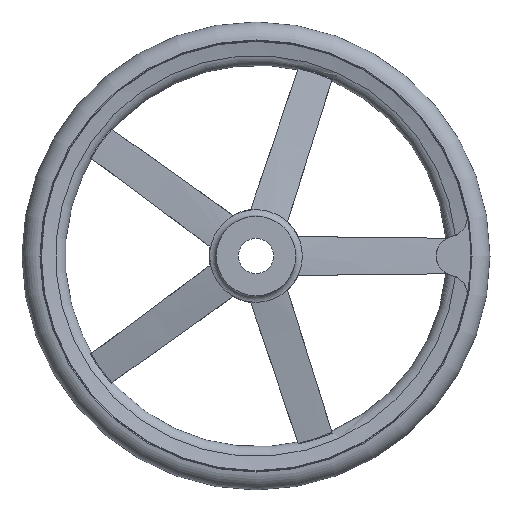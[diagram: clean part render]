
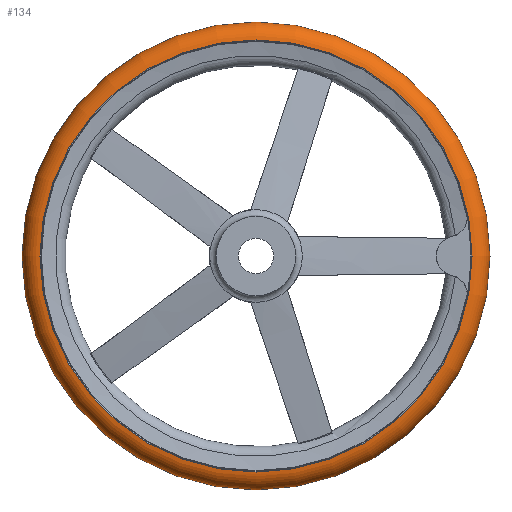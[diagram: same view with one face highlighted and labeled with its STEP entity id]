
A CAD part, front view. The second image highlights one B-rep face of the part: STEP entity #134.
In plain terms, the highlighted toroidal (fillet/blend) face has major radius 184 mm and minor radius 16 mm.
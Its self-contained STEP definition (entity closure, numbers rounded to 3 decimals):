
#134 = ADVANCED_FACE( '', ( #305, #306, #307 ), #308, .T. );
#305 = FACE_BOUND( '', #540, .T. );
#306 = FACE_OUTER_BOUND( '', #541, .T. );
#307 = FACE_OUTER_BOUND( '', #542, .T. );
#308 = TOROIDAL_SURFACE( '', #543, 184., 16. );
#540 = VERTEX_LOOP( '', #881 );
#541 = EDGE_LOOP( '', ( #882 ) );
#542 = EDGE_LOOP( '', ( #883 ) );
#543 = AXIS2_PLACEMENT_3D( '', #884, #885, #886 );
#881 = VERTEX_POINT( '', #1277 );
#882 = ORIENTED_EDGE( '', *, *, #1226, .T. );
#883 = ORIENTED_EDGE( '', *, *, #1272, .F. );
#884 = CARTESIAN_POINT( '', ( 0., 47., 0. ) );
#885 = DIRECTION( '', ( 0., -1., 0. ) );
#886 = DIRECTION( '', ( 0., 0., -1. ) );
#1226 = EDGE_CURVE( '', #1482, #1482, #1483, .T. );
#1272 = EDGE_CURVE( '', #1554, #1554, #1555, .T. );
#1277 = CARTESIAN_POINT( '', ( 0., 47., -200. ) );
#1482 = VERTEX_POINT( '', #2068 );
#1483 = CIRCLE( '', #2069, 184.667 );
#1554 = VERTEX_POINT( '', #2371 );
#1555 = CIRCLE( '', #2372, 184.667 );
#2068 = CARTESIAN_POINT( '', ( 0., 62.986, -184.667 ) );
#2069 = AXIS2_PLACEMENT_3D( '', #2725, #2726, #2727 );
#2371 = CARTESIAN_POINT( '', ( 0., 31.014, -184.667 ) );
#2372 = AXIS2_PLACEMENT_3D( '', #2760, #2761, #2762 );
#2725 = CARTESIAN_POINT( '', ( 0., 62.986, 0. ) );
#2726 = DIRECTION( '', ( 0., -1., 0. ) );
#2727 = DIRECTION( '', ( 0., 0., -1. ) );
#2760 = CARTESIAN_POINT( '', ( 0., 31.014, 0. ) );
#2761 = DIRECTION( '', ( 0., -1., 0. ) );
#2762 = DIRECTION( '', ( 0., 0., -1. ) );
